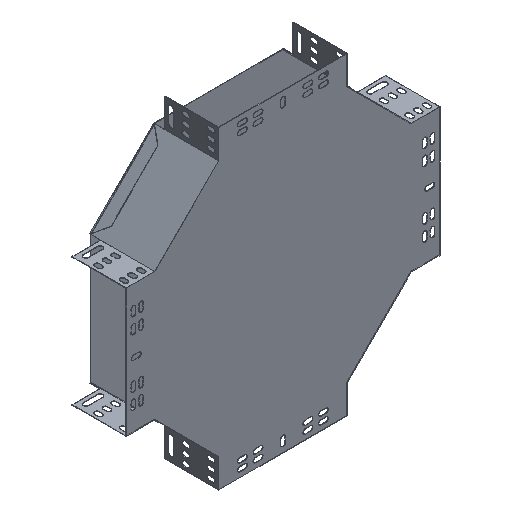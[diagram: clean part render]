
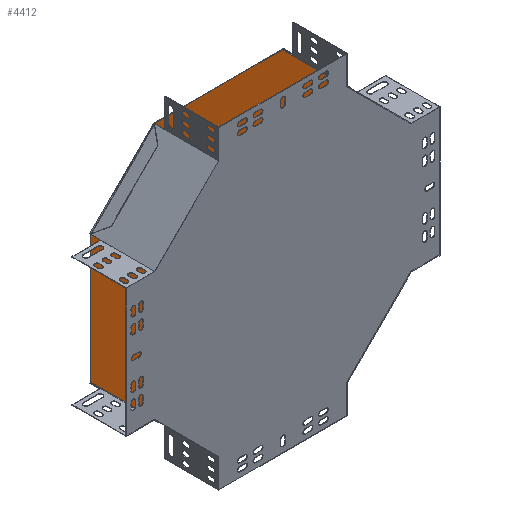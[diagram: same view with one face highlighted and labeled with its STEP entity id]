
A CAD part, isometric view. The second image highlights one B-rep face of the part: STEP entity #4412.
In plain terms, the highlighted planar face has unit normal (0, -1, 0).
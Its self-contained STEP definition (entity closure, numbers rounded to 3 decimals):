
#266 = CARTESIAN_POINT ( 'NONE',  ( -192.337, 189.964, -96.549 ) ) ;
#324 = PLANE ( 'NONE',  #5600 ) ;
#450 = CARTESIAN_POINT ( 'NONE',  ( 109.263, 189.964, 205.051 ) ) ;
#904 = LINE ( 'NONE', #11625, #991 ) ;
#991 = VECTOR ( 'NONE', #4514, 1000. ) ;
#1542 = DIRECTION ( 'NONE',  ( 0., -1., 0. ) ) ;
#1801 = VERTEX_POINT ( 'NONE', #450 ) ;
#1863 = EDGE_CURVE ( 'NONE', #3266, #1801, #7833, .T. ) ;
#2345 = EDGE_CURVE ( 'NONE', #8432, #3988, #3965, .T. ) ;
#2580 = DIRECTION ( 'NONE',  ( 0.707, 0., -0.707 ) ) ;
#2632 = EDGE_CURVE ( 'NONE', #3240, #7220, #904, .T. ) ;
#2885 = ORIENTED_EDGE ( 'NONE', *, *, #14925, .F. ) ;
#2929 = VECTOR ( 'NONE', #3882, 1000. ) ;
#3170 = ORIENTED_EDGE ( 'NONE', *, *, #2632, .F. ) ;
#3240 = VERTEX_POINT ( 'NONE', #266 ) ;
#3266 = VERTEX_POINT ( 'NONE', #9776 ) ;
#3805 = EDGE_CURVE ( 'NONE', #13840, #7526, #8005, .T. ) ;
#3882 = DIRECTION ( 'NONE',  ( 0., 0., -1. ) ) ;
#3965 = LINE ( 'NONE', #10971, #2929 ) ;
#3988 = VERTEX_POINT ( 'NONE', #11585 ) ;
#4149 = CARTESIAN_POINT ( 'NONE',  ( -92.337, 189.964, 205.051 ) ) ;
#4412 = ADVANCED_FACE ( 'NONE', ( #11116 ), #324, .T. ) ;
#4514 = DIRECTION ( 'NONE',  ( 0., 0., 1. ) ) ;
#5061 = CARTESIAN_POINT ( 'NONE',  ( -192.337, 189.964, 105.051 ) ) ;
#5461 = EDGE_CURVE ( 'NONE', #7220, #3266, #10381, .T. ) ;
#5519 = CARTESIAN_POINT ( 'NONE',  ( 109.263, 189.964, -196.549 ) ) ;
#5600 = AXIS2_PLACEMENT_3D ( 'NONE', #8595, #1542, #9782 ) ;
#6110 = CARTESIAN_POINT ( 'NONE',  ( 109.263, 189.964, -196.549 ) ) ;
#6710 = LINE ( 'NONE', #15205, #10068 ) ;
#6731 = DIRECTION ( 'NONE',  ( -0.707, 0., 0.707 ) ) ;
#7111 = EDGE_LOOP ( 'NONE', ( #14480, #3170, #13659, #14582, #2885, #11750, #15263, #13882 ) ) ;
#7220 = VERTEX_POINT ( 'NONE', #5061 ) ;
#7516 = EDGE_CURVE ( 'NONE', #7526, #3240, #6710, .T. ) ;
#7526 = VERTEX_POINT ( 'NONE', #9073 ) ;
#7702 = DIRECTION ( 'NONE',  ( 0.707, 0., 0.707 ) ) ;
#7833 = LINE ( 'NONE', #4149, #14719 ) ;
#8005 = LINE ( 'NONE', #6110, #8069 ) ;
#8069 = VECTOR ( 'NONE', #12046, 1000. ) ;
#8405 = CARTESIAN_POINT ( 'NONE',  ( 109.263, 189.964, -196.549 ) ) ;
#8432 = VERTEX_POINT ( 'NONE', #14611 ) ;
#8434 = CARTESIAN_POINT ( 'NONE',  ( 209.263, 189.964, 105.051 ) ) ;
#8477 = VECTOR ( 'NONE', #7702, 1000. ) ;
#8595 = CARTESIAN_POINT ( 'NONE',  ( -293.137, 189.964, 4.251 ) ) ;
#9073 = CARTESIAN_POINT ( 'NONE',  ( -92.337, 189.964, -196.549 ) ) ;
#9776 = CARTESIAN_POINT ( 'NONE',  ( -92.337, 189.964, 205.051 ) ) ;
#9782 = DIRECTION ( 'NONE',  ( 0., 0., -1. ) ) ;
#10068 = VECTOR ( 'NONE', #6731, 1000. ) ;
#10381 = LINE ( 'NONE', #11247, #8477 ) ;
#10971 = CARTESIAN_POINT ( 'NONE',  ( 209.263, 189.964, 105.051 ) ) ;
#11116 = FACE_OUTER_BOUND ( 'NONE', #7111, .T. ) ;
#11247 = CARTESIAN_POINT ( 'NONE',  ( -92.337, 189.964, 205.051 ) ) ;
#11585 = CARTESIAN_POINT ( 'NONE',  ( 209.263, 189.964, -96.549 ) ) ;
#11625 = CARTESIAN_POINT ( 'NONE',  ( -192.337, 189.964, -96.549 ) ) ;
#11750 = ORIENTED_EDGE ( 'NONE', *, *, #2345, .F. ) ;
#12046 = DIRECTION ( 'NONE',  ( -1., 0., 0. ) ) ;
#12479 = DIRECTION ( 'NONE',  ( 1., 0., 0. ) ) ;
#12492 = EDGE_CURVE ( 'NONE', #1801, #8432, #15592, .T. ) ;
#13282 = DIRECTION ( 'NONE',  ( -0.707, 0., -0.707 ) ) ;
#13659 = ORIENTED_EDGE ( 'NONE', *, *, #7516, .F. ) ;
#13840 = VERTEX_POINT ( 'NONE', #5519 ) ;
#13882 = ORIENTED_EDGE ( 'NONE', *, *, #1863, .F. ) ;
#14480 = ORIENTED_EDGE ( 'NONE', *, *, #5461, .F. ) ;
#14582 = ORIENTED_EDGE ( 'NONE', *, *, #3805, .F. ) ;
#14611 = CARTESIAN_POINT ( 'NONE',  ( 209.263, 189.964, 105.051 ) ) ;
#14719 = VECTOR ( 'NONE', #12479, 1000. ) ;
#14925 = EDGE_CURVE ( 'NONE', #3988, #13840, #15503, .T. ) ;
#15205 = CARTESIAN_POINT ( 'NONE',  ( -192.337, 189.964, -96.549 ) ) ;
#15263 = ORIENTED_EDGE ( 'NONE', *, *, #12492, .F. ) ;
#15466 = VECTOR ( 'NONE', #13282, 1000. ) ;
#15503 = LINE ( 'NONE', #8405, #15466 ) ;
#15565 = VECTOR ( 'NONE', #2580, 1000. ) ;
#15592 = LINE ( 'NONE', #8434, #15565 ) ;
